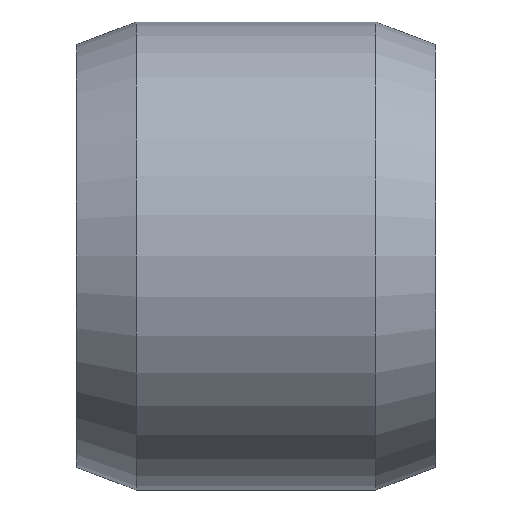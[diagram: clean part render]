
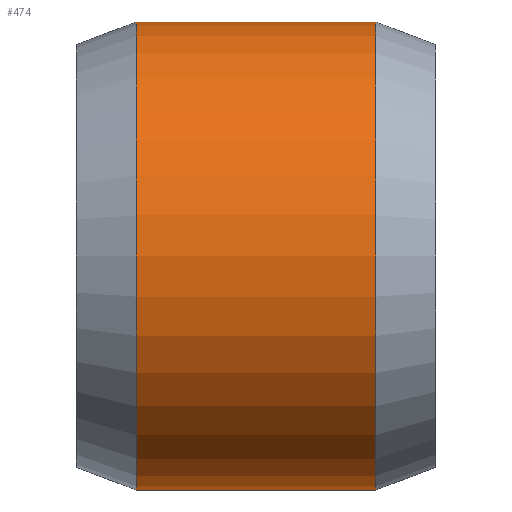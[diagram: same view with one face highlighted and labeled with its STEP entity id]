
A CAD part, front view. The second image highlights one B-rep face of the part: STEP entity #474.
In plain terms, the highlighted cylindrical face has radius 155 mm (diameter 310 mm), a full revolution.
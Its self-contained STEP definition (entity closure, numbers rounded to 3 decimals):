
#46=CIRCLE('',#538,155.);
#48=CIRCLE('',#541,155.);
#55=CYLINDRICAL_SURFACE('',#540,155.);
#80=FACE_OUTER_BOUND('',#111,.T.);
#111=EDGE_LOOP('',(#420,#421,#422,#423));
#154=LINE('',#824,#193);
#193=VECTOR('',#685,155.);
#233=VERTEX_POINT('',#816);
#235=VERTEX_POINT('',#822);
#295=EDGE_CURVE('',#233,#233,#46,.T.);
#298=EDGE_CURVE('',#235,#235,#48,.T.);
#299=EDGE_CURVE('',#235,#233,#154,.T.);
#420=ORIENTED_EDGE('',*,*,#298,.F.);
#421=ORIENTED_EDGE('',*,*,#299,.T.);
#422=ORIENTED_EDGE('',*,*,#295,.T.);
#423=ORIENTED_EDGE('',*,*,#299,.F.);
#474=ADVANCED_FACE('',(#80),#55,.T.);
#538=AXIS2_PLACEMENT_3D('',#817,#676,#677);
#540=AXIS2_PLACEMENT_3D('',#821,#681,#682);
#541=AXIS2_PLACEMENT_3D('',#823,#683,#684);
#676=DIRECTION('center_axis',(1.,0.,0.));
#677=DIRECTION('ref_axis',(0.,0.,-1.));
#681=DIRECTION('center_axis',(1.,0.,0.));
#682=DIRECTION('ref_axis',(0.,1.,0.));
#683=DIRECTION('center_axis',(1.,0.,0.));
#684=DIRECTION('ref_axis',(0.,0.,-1.));
#685=DIRECTION('',(-1.,0.,0.));
#816=CARTESIAN_POINT('',(-81.833,-155.,0.));
#817=CARTESIAN_POINT('Origin',(-81.833,0.,0.));
#821=CARTESIAN_POINT('Origin',(-2.5,0.,0.));
#822=CARTESIAN_POINT('',(76.833,-155.,0.));
#823=CARTESIAN_POINT('Origin',(76.833,0.,0.));
#824=CARTESIAN_POINT('',(-2.5,-155.,0.));
